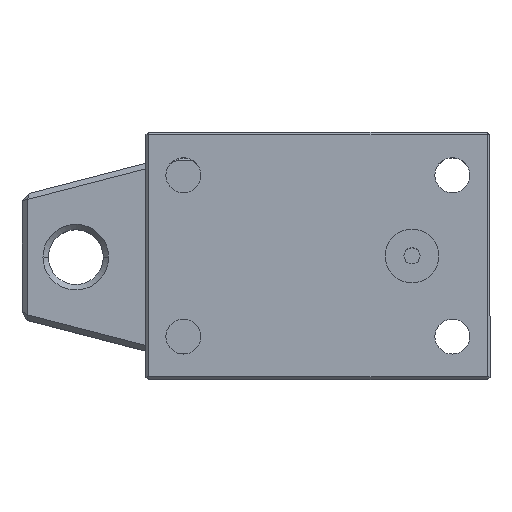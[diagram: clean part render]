
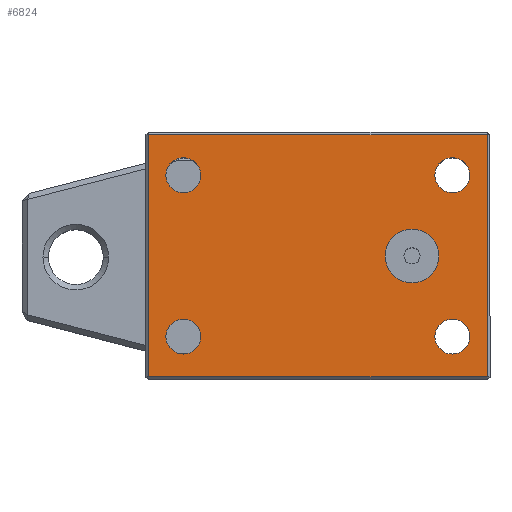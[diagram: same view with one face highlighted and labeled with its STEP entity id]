
A CAD part, top view. The second image highlights one B-rep face of the part: STEP entity #6824.
In plain terms, the highlighted planar face has unit normal (0, 0, 1).
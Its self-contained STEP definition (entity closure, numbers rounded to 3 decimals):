
#77 = CIRCLE ( 'NONE', #8424, 3.25 ) ;
#135 = EDGE_LOOP ( 'NONE', ( #559, #2635 ) ) ;
#203 = CARTESIAN_POINT ( 'NONE',  ( 22.5, 0., 18. ) ) ;
#406 = DIRECTION ( 'NONE',  ( 1., 0., 0. ) ) ;
#407 = FACE_BOUND ( 'NONE', #11287, .T. ) ;
#474 = CARTESIAN_POINT ( 'NONE',  ( 17.5, 0., 18. ) ) ;
#546 = VECTOR ( 'NONE', #11032, 1000. ) ;
#559 = ORIENTED_EDGE ( 'NONE', *, *, #9346, .F. ) ;
#596 = CARTESIAN_POINT ( 'NONE',  ( 31.5, 22.5, 18. ) ) ;
#602 = CARTESIAN_POINT ( 'NONE',  ( 12.5, 0., 18. ) ) ;
#730 = CARTESIAN_POINT ( 'NONE',  ( 32., -22.5, 18. ) ) ;
#832 = CIRCLE ( 'NONE', #12110, 3.25 ) ;
#856 = DIRECTION ( 'NONE',  ( 1., 0., 0. ) ) ;
#930 = ORIENTED_EDGE ( 'NONE', *, *, #2190, .T. ) ;
#1040 = AXIS2_PLACEMENT_3D ( 'NONE', #12063, #6229, #406 ) ;
#1074 = ORIENTED_EDGE ( 'NONE', *, *, #7163, .T. ) ;
#1103 = VERTEX_POINT ( 'NONE', #1210 ) ;
#1210 = CARTESIAN_POINT ( 'NONE',  ( -31.5, 22.5, 18. ) ) ;
#1306 = CARTESIAN_POINT ( 'NONE',  ( -32., 22.5, 18. ) ) ;
#1316 = DIRECTION ( 'NONE',  ( 0., 0., 1. ) ) ;
#1337 = ORIENTED_EDGE ( 'NONE', *, *, #3591, .F. ) ;
#1407 = CARTESIAN_POINT ( 'NONE',  ( 25., 15., 18. ) ) ;
#1440 = DIRECTION ( 'NONE',  ( 1., 0., 0. ) ) ;
#1499 = AXIS2_PLACEMENT_3D ( 'NONE', #2366, #4364, #11175 ) ;
#1759 = ORIENTED_EDGE ( 'NONE', *, *, #9836, .T. ) ;
#1762 = AXIS2_PLACEMENT_3D ( 'NONE', #9297, #3453, #10270 ) ;
#1854 = CARTESIAN_POINT ( 'NONE',  ( 21.75, -15., 18. ) ) ;
#1927 = VECTOR ( 'NONE', #2877, 1000. ) ;
#2111 = CARTESIAN_POINT ( 'NONE',  ( 25., 15., 18. ) ) ;
#2190 = EDGE_CURVE ( 'NONE', #1103, #7712, #12269, .T. ) ;
#2339 = EDGE_CURVE ( 'NONE', #8703, #5761, #6495, .T. ) ;
#2366 = CARTESIAN_POINT ( 'NONE',  ( 0., 0., 18. ) ) ;
#2405 = DIRECTION ( 'NONE',  ( 1., 0., 0. ) ) ;
#2415 = PLANE ( 'NONE',  #1499 ) ;
#2587 = ORIENTED_EDGE ( 'NONE', *, *, #5849, .F. ) ;
#2635 = ORIENTED_EDGE ( 'NONE', *, *, #7974, .F. ) ;
#2667 = AXIS2_PLACEMENT_3D ( 'NONE', #2111, #8928, #3088 ) ;
#2819 = CIRCLE ( 'NONE', #5925, 3.25 ) ;
#2824 = DIRECTION ( 'NONE',  ( 0., 0., 1. ) ) ;
#2877 = DIRECTION ( 'NONE',  ( 0., -1., 0. ) ) ;
#2966 = VERTEX_POINT ( 'NONE', #5195 ) ;
#2994 = FACE_BOUND ( 'NONE', #135, .T. ) ;
#3088 = DIRECTION ( 'NONE',  ( 1., 0., 0. ) ) ;
#3135 = CIRCLE ( 'NONE', #11786, 3.25 ) ;
#3349 = ORIENTED_EDGE ( 'NONE', *, *, #11399, .F. ) ;
#3372 = VERTEX_POINT ( 'NONE', #203 ) ;
#3453 = DIRECTION ( 'NONE',  ( 0., 0., 1. ) ) ;
#3591 = EDGE_CURVE ( 'NONE', #3372, #9425, #11974, .T. ) ;
#3690 = CIRCLE ( 'NONE', #6380, 3.25 ) ;
#3703 = CIRCLE ( 'NONE', #5097, 3.25 ) ;
#4130 = CARTESIAN_POINT ( 'NONE',  ( -25., 15., 18. ) ) ;
#4217 = EDGE_CURVE ( 'NONE', #6025, #11577, #10590, .T. ) ;
#4353 = DIRECTION ( 'NONE',  ( 0., 0., 1. ) ) ;
#4364 = DIRECTION ( 'NONE',  ( 0., 0., 1. ) ) ;
#4445 = CIRCLE ( 'NONE', #10946, 5. ) ;
#4461 = CARTESIAN_POINT ( 'NONE',  ( -28.25, 15., 18. ) ) ;
#4551 = DIRECTION ( 'NONE',  ( 0., 0., 1. ) ) ;
#5097 = AXIS2_PLACEMENT_3D ( 'NONE', #7159, #1316, #8148 ) ;
#5117 = DIRECTION ( 'NONE',  ( 1., 0., 0. ) ) ;
#5195 = CARTESIAN_POINT ( 'NONE',  ( -21.75, -15., 18. ) ) ;
#5210 = CARTESIAN_POINT ( 'NONE',  ( 31.5, 23., 18. ) ) ;
#5344 = ORIENTED_EDGE ( 'NONE', *, *, #9242, .F. ) ;
#5586 = FACE_BOUND ( 'NONE', #9003, .T. ) ;
#5727 = CARTESIAN_POINT ( 'NONE',  ( 28.25, -15., 18. ) ) ;
#5761 = VERTEX_POINT ( 'NONE', #7764 ) ;
#5834 = EDGE_LOOP ( 'NONE', ( #11445, #2587 ) ) ;
#5849 = EDGE_CURVE ( 'NONE', #6636, #2966, #3703, .T. ) ;
#5925 = AXIS2_PLACEMENT_3D ( 'NONE', #1407, #8245, #2405 ) ;
#6025 = VERTEX_POINT ( 'NONE', #12298 ) ;
#6030 = LINE ( 'NONE', #730, #11220 ) ;
#6229 = DIRECTION ( 'NONE',  ( 0., 0., 1. ) ) ;
#6380 = AXIS2_PLACEMENT_3D ( 'NONE', #4130, #10944, #5117 ) ;
#6495 = CIRCLE ( 'NONE', #2667, 3.25 ) ;
#6636 = VERTEX_POINT ( 'NONE', #10628 ) ;
#6824 = ADVANCED_FACE ( 'NONE', ( #5586, #10752, #2994, #407, #10451, #8192 ), #2415, .T. ) ;
#7150 = DIRECTION ( 'NONE',  ( -1., 0., 0. ) ) ;
#7159 = CARTESIAN_POINT ( 'NONE',  ( -25., -15., 18. ) ) ;
#7163 = EDGE_CURVE ( 'NONE', #7712, #6025, #6030, .T. ) ;
#7293 = DIRECTION ( 'NONE',  ( 0., 0., 1. ) ) ;
#7712 = VERTEX_POINT ( 'NONE', #10044 ) ;
#7764 = CARTESIAN_POINT ( 'NONE',  ( 21.75, 15., 18. ) ) ;
#7887 = CARTESIAN_POINT ( 'NONE',  ( -21.75, 15., 18. ) ) ;
#7974 = EDGE_CURVE ( 'NONE', #12401, #8247, #832, .T. ) ;
#8148 = DIRECTION ( 'NONE',  ( 1., 0., 0. ) ) ;
#8192 = FACE_OUTER_BOUND ( 'NONE', #10637, .T. ) ;
#8245 = DIRECTION ( 'NONE',  ( 0., 0., 1. ) ) ;
#8247 = VERTEX_POINT ( 'NONE', #5727 ) ;
#8424 = AXIS2_PLACEMENT_3D ( 'NONE', #8674, #2824, #9628 ) ;
#8541 = ORIENTED_EDGE ( 'NONE', *, *, #11499, .F. ) ;
#8674 = CARTESIAN_POINT ( 'NONE',  ( -25., -15., 18. ) ) ;
#8703 = VERTEX_POINT ( 'NONE', #11419 ) ;
#8928 = DIRECTION ( 'NONE',  ( 0., 0., 1. ) ) ;
#9003 = EDGE_LOOP ( 'NONE', ( #1337, #8541 ) ) ;
#9242 = EDGE_CURVE ( 'NONE', #5761, #8703, #2819, .T. ) ;
#9282 = EDGE_CURVE ( 'NONE', #9637, #10331, #3135, .T. ) ;
#9297 = CARTESIAN_POINT ( 'NONE',  ( 25., -15., 18. ) ) ;
#9346 = EDGE_CURVE ( 'NONE', #8247, #12401, #10293, .T. ) ;
#9425 = VERTEX_POINT ( 'NONE', #602 ) ;
#9628 = DIRECTION ( 'NONE',  ( 1., 0., 0. ) ) ;
#9637 = VERTEX_POINT ( 'NONE', #7887 ) ;
#9672 = CARTESIAN_POINT ( 'NONE',  ( -31.5, -23., 18. ) ) ;
#9836 = EDGE_CURVE ( 'NONE', #11577, #1103, #12104, .T. ) ;
#10044 = CARTESIAN_POINT ( 'NONE',  ( -31.5, -22.5, 18. ) ) ;
#10186 = CARTESIAN_POINT ( 'NONE',  ( -25., 15., 18. ) ) ;
#10270 = DIRECTION ( 'NONE',  ( 1., 0., 0. ) ) ;
#10293 = CIRCLE ( 'NONE', #1762, 3.25 ) ;
#10331 = VERTEX_POINT ( 'NONE', #4461 ) ;
#10381 = CARTESIAN_POINT ( 'NONE',  ( 25., -15., 18. ) ) ;
#10451 = FACE_BOUND ( 'NONE', #11779, .T. ) ;
#10528 = EDGE_CURVE ( 'NONE', #2966, #6636, #77, .T. ) ;
#10590 = LINE ( 'NONE', #5210, #546 ) ;
#10595 = ORIENTED_EDGE ( 'NONE', *, *, #4217, .T. ) ;
#10628 = CARTESIAN_POINT ( 'NONE',  ( -28.25, -15., 18. ) ) ;
#10632 = ORIENTED_EDGE ( 'NONE', *, *, #2339, .F. ) ;
#10637 = EDGE_LOOP ( 'NONE', ( #10595, #1759, #930, #1074 ) ) ;
#10752 = FACE_BOUND ( 'NONE', #5834, .T. ) ;
#10944 = DIRECTION ( 'NONE',  ( 0., 0., 1. ) ) ;
#10946 = AXIS2_PLACEMENT_3D ( 'NONE', #474, #7293, #1440 ) ;
#11032 = DIRECTION ( 'NONE',  ( 0., 1., 0. ) ) ;
#11166 = DIRECTION ( 'NONE',  ( 1., 0., 0. ) ) ;
#11175 = DIRECTION ( 'NONE',  ( 1., 0., 0. ) ) ;
#11220 = VECTOR ( 'NONE', #856, 1000. ) ;
#11287 = EDGE_LOOP ( 'NONE', ( #10632, #5344 ) ) ;
#11344 = ORIENTED_EDGE ( 'NONE', *, *, #9282, .F. ) ;
#11357 = DIRECTION ( 'NONE',  ( 1., 0., 0. ) ) ;
#11399 = EDGE_CURVE ( 'NONE', #10331, #9637, #3690, .T. ) ;
#11419 = CARTESIAN_POINT ( 'NONE',  ( 28.25, 15., 18. ) ) ;
#11445 = ORIENTED_EDGE ( 'NONE', *, *, #10528, .F. ) ;
#11499 = EDGE_CURVE ( 'NONE', #9425, #3372, #4445, .T. ) ;
#11577 = VERTEX_POINT ( 'NONE', #596 ) ;
#11779 = EDGE_LOOP ( 'NONE', ( #11344, #3349 ) ) ;
#11786 = AXIS2_PLACEMENT_3D ( 'NONE', #10186, #4353, #11166 ) ;
#11974 = CIRCLE ( 'NONE', #1040, 5. ) ;
#12063 = CARTESIAN_POINT ( 'NONE',  ( 17.5, 0., 18. ) ) ;
#12104 = LINE ( 'NONE', #1306, #12387 ) ;
#12110 = AXIS2_PLACEMENT_3D ( 'NONE', #10381, #4551, #11357 ) ;
#12269 = LINE ( 'NONE', #9672, #1927 ) ;
#12298 = CARTESIAN_POINT ( 'NONE',  ( 31.5, -22.5, 18. ) ) ;
#12387 = VECTOR ( 'NONE', #7150, 1000. ) ;
#12401 = VERTEX_POINT ( 'NONE', #1854 ) ;
